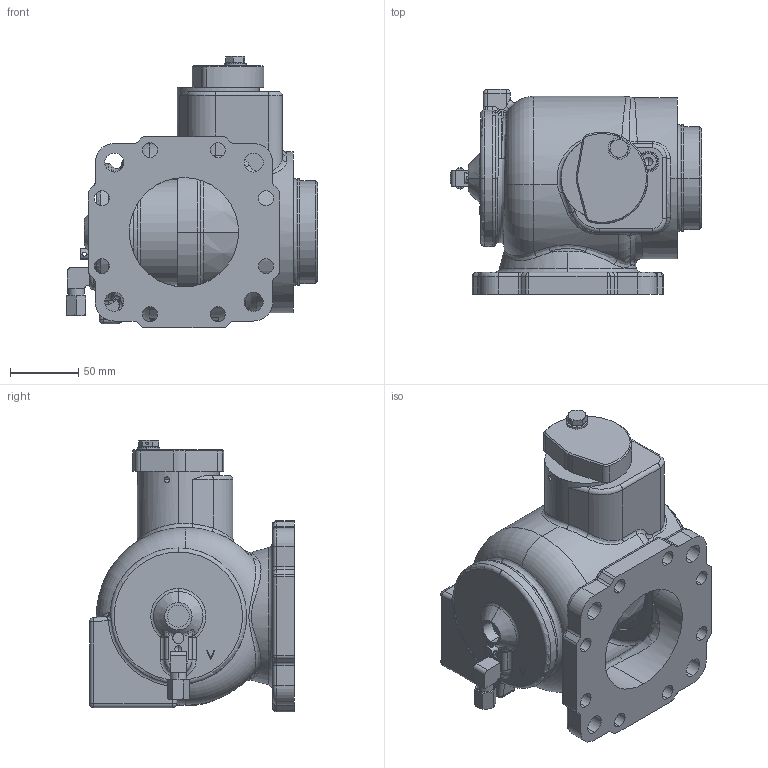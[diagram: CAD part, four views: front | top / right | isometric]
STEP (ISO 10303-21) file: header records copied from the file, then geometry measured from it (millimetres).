
FILE_DESCRIPTION (( 'STEP AP214' ), '1' );
FILE_NAME ('EV80-2_22523.STEP', '2014-11-24T07:27:58', ( 'Admin2' ), ( '' ), 'SwSTEP 2.0', 'SolidWorks 2010', '' );
FILE_SCHEMA (( 'AUTOMOTIVE_DESIGN' ));
Length unit declared in the file: millimetre
Products named in the file (1): EV80-2_22523
Bounding box: 183.8 x 150 x 198.9 mm (x, y, z)
Volume: 1252485.3 mm3; surface area: 327437.9 mm2
Topology: 16 solids, 16 shells, 1277 faces, 3140 edges, 1899 vertices
Faces by surface type: cylinder 423, plane 337, bspline 201, cone 158, torus 126, sphere 32
Entity records: 65980 total; most frequent: CARTESIAN_POINT 23049, ORIENTED_EDGE 6170, DIRECTION 5748, EDGE_CURVE 3085, AXIS2_PLACEMENT_3D 2306, VERTEX_POINT 1896, EDGE_LOOP 1413, UNCERTAINTY_MEASURE_WITH_UNIT 1295
